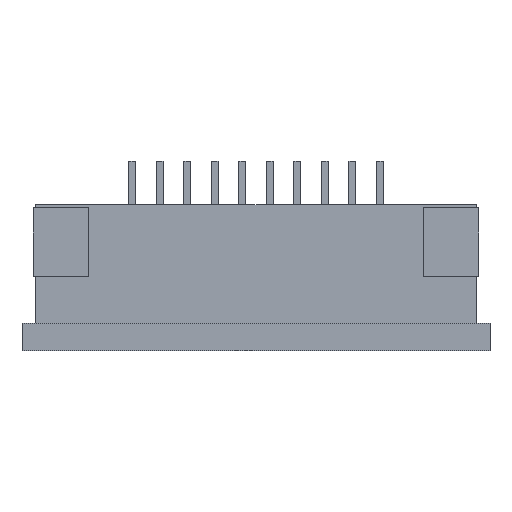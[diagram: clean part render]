
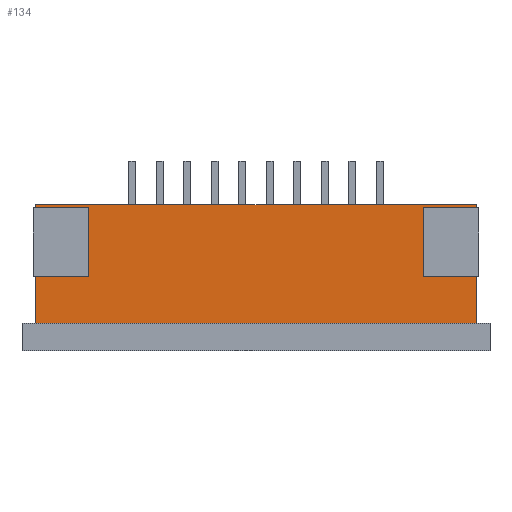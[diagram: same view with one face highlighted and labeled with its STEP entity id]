
A CAD part, top view. The second image highlights one B-rep face of the part: STEP entity #134.
In plain terms, the highlighted planar face has unit normal (0, 0, 1).
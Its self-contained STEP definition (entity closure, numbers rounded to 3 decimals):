
#134 = ADVANCED_FACE( '', ( #353 ), #354, .F. );
#353 = FACE_OUTER_BOUND( '', #654, .T. );
#354 = PLANE( '', #655 );
#654 = EDGE_LOOP( '', ( #988, #989, #990, #991, #992, #993, #994, #995, #996, #997, #998, #999 ) );
#655 = AXIS2_PLACEMENT_3D( '', #1000, #1001, #1002 );
#988 = ORIENTED_EDGE( '', *, *, #1894, .F. );
#989 = ORIENTED_EDGE( '', *, *, #1895, .F. );
#990 = ORIENTED_EDGE( '', *, *, #1896, .F. );
#991 = ORIENTED_EDGE( '', *, *, #1874, .F. );
#992 = ORIENTED_EDGE( '', *, *, #1897, .F. );
#993 = ORIENTED_EDGE( '', *, *, #1898, .F. );
#994 = ORIENTED_EDGE( '', *, *, #1899, .T. );
#995 = ORIENTED_EDGE( '', *, *, #1900, .T. );
#996 = ORIENTED_EDGE( '', *, *, #1901, .F. );
#997 = ORIENTED_EDGE( '', *, *, #1902, .F. );
#998 = ORIENTED_EDGE( '', *, *, #1903, .F. );
#999 = ORIENTED_EDGE( '', *, *, #1904, .T. );
#1000 = CARTESIAN_POINT( '', ( 0., 0., 2.4 ) );
#1001 = DIRECTION( '', ( 0., 0., -1. ) );
#1002 = DIRECTION( '', ( -1., 0., 0. ) );
#1874 = EDGE_CURVE( '', #2254, #2256, #2257, .T. );
#1894 = EDGE_CURVE( '', #2291, #2292, #2293, .T. );
#1895 = EDGE_CURVE( '', #2294, #2291, #2295, .T. );
#1896 = EDGE_CURVE( '', #2256, #2294, #2296, .T. );
#1897 = EDGE_CURVE( '', #2297, #2254, #2298, .T. );
#1898 = EDGE_CURVE( '', #2299, #2297, #2300, .T. );
#1899 = EDGE_CURVE( '', #2299, #2301, #2302, .T. );
#1900 = EDGE_CURVE( '', #2301, #2303, #2304, .T. );
#1901 = EDGE_CURVE( '', #2305, #2303, #2306, .T. );
#1902 = EDGE_CURVE( '', #2307, #2305, #2308, .T. );
#1903 = EDGE_CURVE( '', #2309, #2307, #2310, .T. );
#1904 = EDGE_CURVE( '', #2309, #2292, #2311, .T. );
#2254 = VERTEX_POINT( '', #2804 );
#2256 = VERTEX_POINT( '', #2807 );
#2257 = LINE( '', #2808, #2809 );
#2291 = VERTEX_POINT( '', #2858 );
#2292 = VERTEX_POINT( '', #2859 );
#2293 = LINE( '', #2860, #2861 );
#2294 = VERTEX_POINT( '', #2862 );
#2295 = LINE( '', #2863, #2864 );
#2296 = LINE( '', #2865, #2866 );
#2297 = VERTEX_POINT( '', #2867 );
#2298 = LINE( '', #2868, #2869 );
#2299 = VERTEX_POINT( '', #2870 );
#2300 = LINE( '', #2871, #2872 );
#2301 = VERTEX_POINT( '', #2873 );
#2302 = LINE( '', #2874, #2875 );
#2303 = VERTEX_POINT( '', #2876 );
#2304 = LINE( '', #2877, #2878 );
#2305 = VERTEX_POINT( '', #2879 );
#2306 = LINE( '', #2880, #2881 );
#2307 = VERTEX_POINT( '', #2882 );
#2308 = LINE( '', #2883, #2884 );
#2309 = VERTEX_POINT( '', #2885 );
#2310 = LINE( '', #2886, #2887 );
#2311 = LINE( '', #2888, #2889 );
#2804 = CARTESIAN_POINT( '', ( 8., -3., 2.4 ) );
#2807 = CARTESIAN_POINT( '', ( -8., -3., 2.4 ) );
#2808 = CARTESIAN_POINT( '', ( 0., -3., 2.4 ) );
#2809 = VECTOR( '', #3569, 1000. );
#2858 = CARTESIAN_POINT( '', ( -6.1, -1.3, 2.4 ) );
#2859 = CARTESIAN_POINT( '', ( -6.1, 1.2, 2.4 ) );
#2860 = CARTESIAN_POINT( '', ( -6.1, -1.3, 2.4 ) );
#2861 = VECTOR( '', #3585, 1000. );
#2862 = CARTESIAN_POINT( '', ( -8., -1.3, 2.4 ) );
#2863 = CARTESIAN_POINT( '', ( -8., -1.3, 2.4 ) );
#2864 = VECTOR( '', #3586, 1000. );
#2865 = CARTESIAN_POINT( '', ( -8., 1.3, 2.4 ) );
#2866 = VECTOR( '', #3587, 1000. );
#2867 = CARTESIAN_POINT( '', ( 8., -1.3, 2.4 ) );
#2868 = CARTESIAN_POINT( '', ( 8., 1.3, 2.4 ) );
#2869 = VECTOR( '', #3588, 1000. );
#2870 = CARTESIAN_POINT( '', ( 6.1, -1.3, 2.4 ) );
#2871 = CARTESIAN_POINT( '', ( 6.1, -1.3, 2.4 ) );
#2872 = VECTOR( '', #3589, 1000. );
#2873 = CARTESIAN_POINT( '', ( 6.1, 1.2, 2.4 ) );
#2874 = CARTESIAN_POINT( '', ( 6.1, -1.3, 2.4 ) );
#2875 = VECTOR( '', #3590, 1000. );
#2876 = CARTESIAN_POINT( '', ( 8., 1.2, 2.4 ) );
#2877 = CARTESIAN_POINT( '', ( 6.1, 1.2, 2.4 ) );
#2878 = VECTOR( '', #3591, 1000. );
#2879 = CARTESIAN_POINT( '', ( 8., 1.3, 2.4 ) );
#2880 = CARTESIAN_POINT( '', ( 8., 1.3, 2.4 ) );
#2881 = VECTOR( '', #3592, 1000. );
#2882 = CARTESIAN_POINT( '', ( -8., 1.3, 2.4 ) );
#2883 = CARTESIAN_POINT( '', ( 0., 1.3, 2.4 ) );
#2884 = VECTOR( '', #3593, 1000. );
#2885 = CARTESIAN_POINT( '', ( -8., 1.2, 2.4 ) );
#2886 = CARTESIAN_POINT( '', ( -8., 1.3, 2.4 ) );
#2887 = VECTOR( '', #3594, 1000. );
#2888 = CARTESIAN_POINT( '', ( -8., 1.2, 2.4 ) );
#2889 = VECTOR( '', #3595, 1000. );
#3569 = DIRECTION( '', ( -1., 0., 0. ) );
#3585 = DIRECTION( '', ( 0., 1., 0. ) );
#3586 = DIRECTION( '', ( 1., 0., 0. ) );
#3587 = DIRECTION( '', ( 0., 1., 0. ) );
#3588 = DIRECTION( '', ( 0., -1., 0. ) );
#3589 = DIRECTION( '', ( 1., 0., 0. ) );
#3590 = DIRECTION( '', ( 0., 1., 0. ) );
#3591 = DIRECTION( '', ( 1., 0., 0. ) );
#3592 = DIRECTION( '', ( 0., -1., 0. ) );
#3593 = DIRECTION( '', ( 1., 0., 0. ) );
#3594 = DIRECTION( '', ( 0., 1., 0. ) );
#3595 = DIRECTION( '', ( 1., 0., 0. ) );
